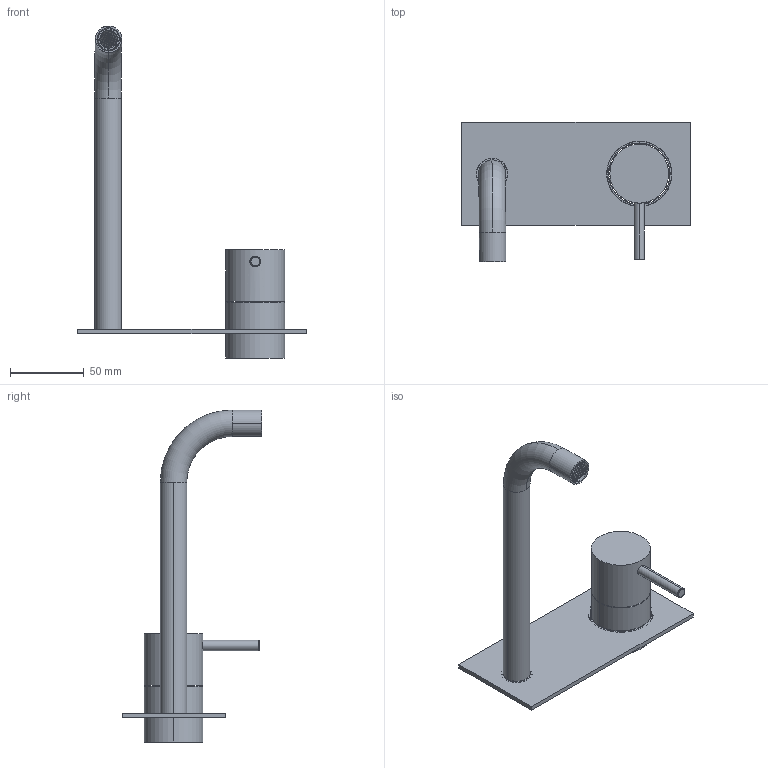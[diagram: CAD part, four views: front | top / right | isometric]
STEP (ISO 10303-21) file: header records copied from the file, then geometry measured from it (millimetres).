
FILE_DESCRIPTION (( 'STEP AP214' ), '1' );
FILE_NAME ('Monocomando Lavatório encastrar Bica 90º EUR.STEP', '2022-11-14T10:31:35', ( 'Solid' ), ( '' ), 'SwSTEP 2.0', 'SolidWorks 2019', '' );
FILE_SCHEMA (( 'AUTOMOTIVE_DESIGN' ));
Length unit declared in the file: millimetre
Products named in the file (3): A-LP22; ESPELHO_155x70x3MM; Monocomando Lavatório encastrar Bica 90º EUR
Assembly tree (2 placements, depth 2):
  Monocomando Lavatório encastrar Bica 90º EUR
    A-LP22
    ESPELHO_155x70x3MM
Bounding box: 155 x 95.06 x 225.5 mm (x, y, z)
Volume: 27130.1 mm3; surface area: 61340.1 mm2
Topology: 1 solids, 6 shells, 251 faces, 788 edges, 547 vertices
Faces by surface type: plane 173, cylinder 52, cone 22, bspline 2, torus 2
Entity records: 11117 total; most frequent: CARTESIAN_POINT 1694, DIRECTION 1465, ORIENTED_EDGE 1270, EDGE_CURVE 788, LINE 613, VECTOR 613, VERTEX_POINT 547, AXIS2_PLACEMENT_3D 426
